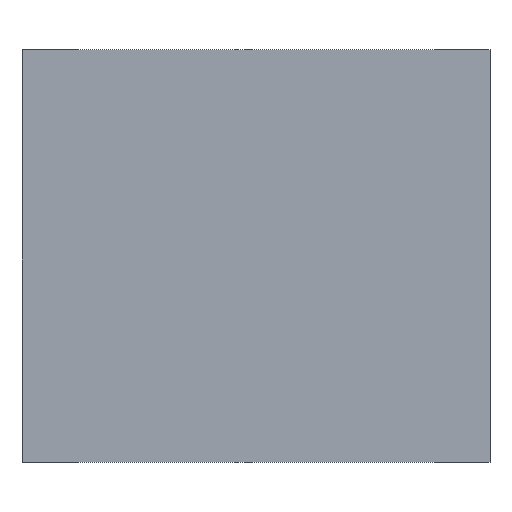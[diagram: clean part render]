
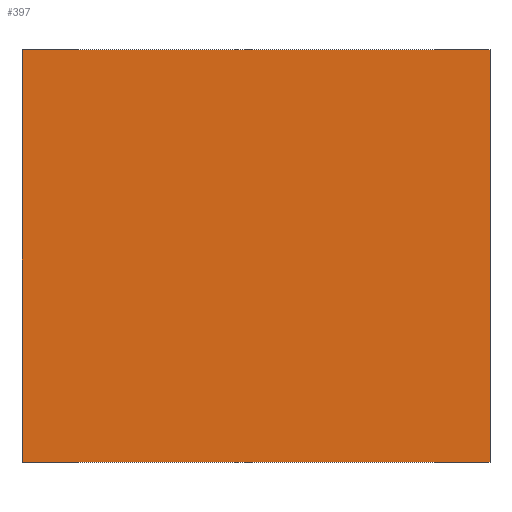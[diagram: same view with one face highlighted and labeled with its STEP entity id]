
A CAD part, top view. The second image highlights one B-rep face of the part: STEP entity #397.
In plain terms, the highlighted planar face has unit normal (0, 0, 1).
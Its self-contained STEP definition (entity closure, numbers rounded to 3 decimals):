
#55=PLANE('',#449);
#82=FACE_OUTER_BOUND('',#108,.T.);
#108=EDGE_LOOP('',(#365,#366,#367,#368));
#136=LINE('',#662,#172);
#139=LINE('',#668,#175);
#142=LINE('',#674,#178);
#145=LINE('',#678,#181);
#172=VECTOR('',#547,10.);
#175=VECTOR('',#552,10.);
#178=VECTOR('',#557,10.);
#181=VECTOR('',#562,10.);
#217=VERTEX_POINT('',#659);
#218=VERTEX_POINT('',#661);
#220=VERTEX_POINT('',#667);
#222=VERTEX_POINT('',#673);
#263=EDGE_CURVE('',#218,#217,#136,.T.);
#266=EDGE_CURVE('',#220,#218,#139,.T.);
#269=EDGE_CURVE('',#222,#220,#142,.T.);
#272=EDGE_CURVE('',#217,#222,#145,.T.);
#365=ORIENTED_EDGE('',*,*,#272,.T.);
#366=ORIENTED_EDGE('',*,*,#269,.T.);
#367=ORIENTED_EDGE('',*,*,#266,.T.);
#368=ORIENTED_EDGE('',*,*,#263,.T.);
#397=ADVANCED_FACE('',(#82),#55,.T.);
#449=AXIS2_PLACEMENT_3D('',#679,#563,#564);
#547=DIRECTION('',(-1.,0.,0.));
#552=DIRECTION('',(0.,1.,0.));
#557=DIRECTION('',(1.,0.,0.));
#562=DIRECTION('',(0.,-1.,0.));
#563=DIRECTION('center_axis',(0.,0.,1.));
#564=DIRECTION('ref_axis',(1.,0.,0.));
#659=CARTESIAN_POINT('',(0.,300.,0.63));
#661=CARTESIAN_POINT('',(340.,300.,0.63));
#662=CARTESIAN_POINT('',(340.,300.,0.63));
#667=CARTESIAN_POINT('',(340.,0.,0.63));
#668=CARTESIAN_POINT('',(340.,0.,0.63));
#673=CARTESIAN_POINT('',(0.,0.,0.63));
#674=CARTESIAN_POINT('',(0.,0.,0.63));
#678=CARTESIAN_POINT('',(0.,300.,0.63));
#679=CARTESIAN_POINT('Origin',(170.,150.,0.63));
